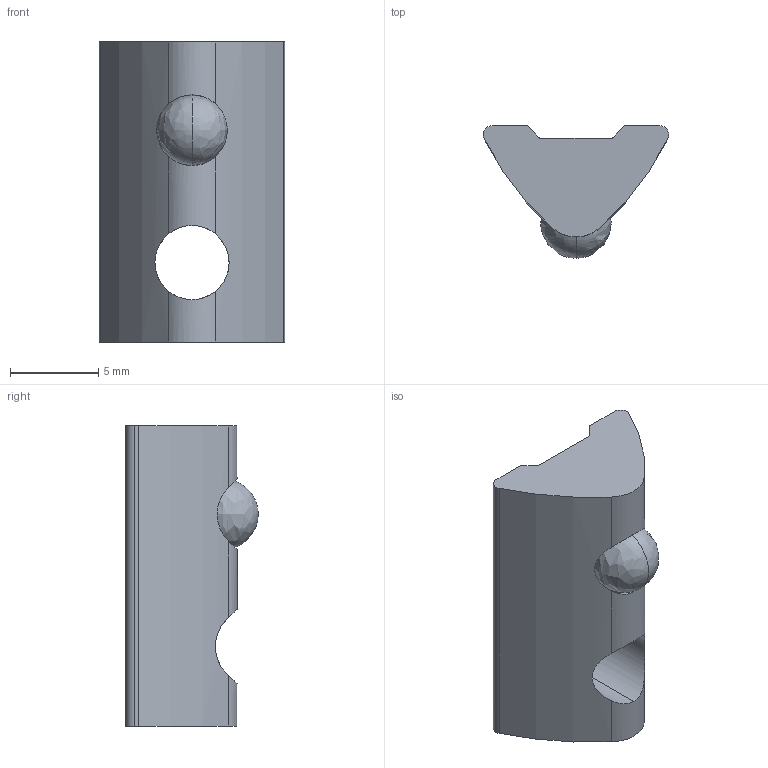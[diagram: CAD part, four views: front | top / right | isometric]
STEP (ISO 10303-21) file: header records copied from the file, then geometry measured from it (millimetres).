
FILE_DESCRIPTION (( 'STEP AP214' ), '1' );
FILE_NAME ('FIXE06E1208-Ecrou 6 St M5.step', '2023-03-24T09:59:40', ( 'Altae' ), ( '' ), 'SwSTEP 2.0', 'SolidWorks 2021', '' );
FILE_SCHEMA (( 'AUTOMOTIVE_DESIGN' ));
Length unit declared in the file: millimetre
Products named in the file (1): FIXE06E1208-Ecrou 6 St M5
Bounding box: 10.5 x 7.5 x 17 mm (x, y, z)
Volume: 590.8 mm3; surface area: 700.4 mm2
Topology: 2 solids, 2 shells, 23 faces, 69 edges, 44 vertices
Faces by surface type: cylinder 12, plane 9, bspline 2
Entity records: 908 total; most frequent: CARTESIAN_POINT 281, ORIENTED_EDGE 130, DIRECTION 115, EDGE_CURVE 65, VERTEX_POINT 44, AXIS2_PLACEMENT_3D 42, VECTOR 31, LINE 31
